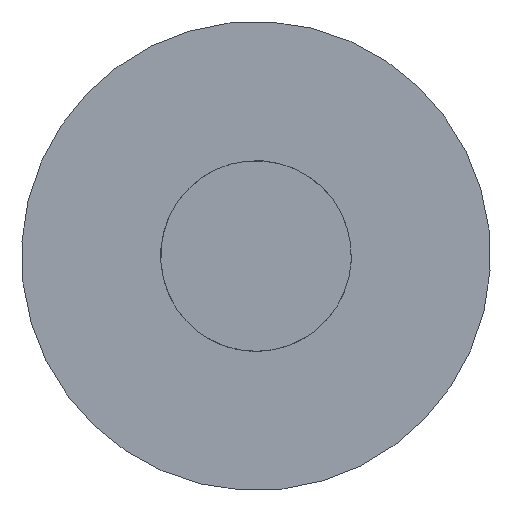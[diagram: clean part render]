
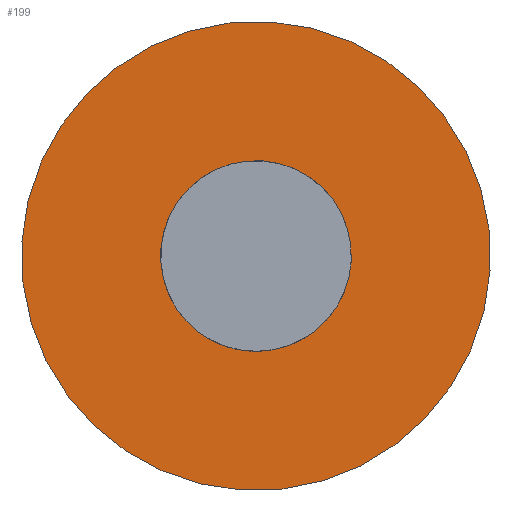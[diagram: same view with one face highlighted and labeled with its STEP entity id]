
A CAD part, left-side view. The second image highlights one B-rep face of the part: STEP entity #199.
In plain terms, the highlighted planar face has unit normal (-1, 0, 0).
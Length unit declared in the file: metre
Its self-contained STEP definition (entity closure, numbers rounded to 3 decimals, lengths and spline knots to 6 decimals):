
#58=PLANE('',#229);
#72=ORIENTED_EDGE('',*,*,#114,.T.);
#73=ORIENTED_EDGE('',*,*,#116,.F.);
#114=EDGE_CURVE('',#137,#137,#154,.T.);
#116=EDGE_CURVE('',#139,#139,#156,.T.);
#137=VERTEX_POINT('',#301);
#139=VERTEX_POINT('',#307);
#154=CIRCLE('',#224,0.001353);
#156=CIRCLE('',#228,0.003327);
#163=EDGE_LOOP('',(#72));
#164=EDGE_LOOP('',(#73));
#181=FACE_BOUND('',#163,.T.);
#182=FACE_BOUND('',#164,.T.);
#199=ADVANCED_FACE('',(#181,#182),#58,.F.);
#224=AXIS2_PLACEMENT_3D('',#300,#246,#247);
#228=AXIS2_PLACEMENT_3D('',#306,#254,#255);
#229=AXIS2_PLACEMENT_3D('',#308,#256,#257);
#246=DIRECTION('',(1.,0.,0.));
#247=DIRECTION('',(0.,-0.959,0.282));
#254=DIRECTION('',(1.,0.,0.));
#255=DIRECTION('',(0.,-0.959,0.282));
#256=DIRECTION('',(1.,0.,0.));
#257=DIRECTION('',(0.,-0.282,-0.959));
#300=CARTESIAN_POINT('',(0.036873,0.360769,0.071008));
#301=CARTESIAN_POINT('',(0.036873,0.359471,0.071389));
#306=CARTESIAN_POINT('',(0.036873,0.360769,0.071008));
#307=CARTESIAN_POINT('',(0.036873,0.357576,0.071946));
#308=CARTESIAN_POINT('',(0.036873,0.360769,0.071008));
